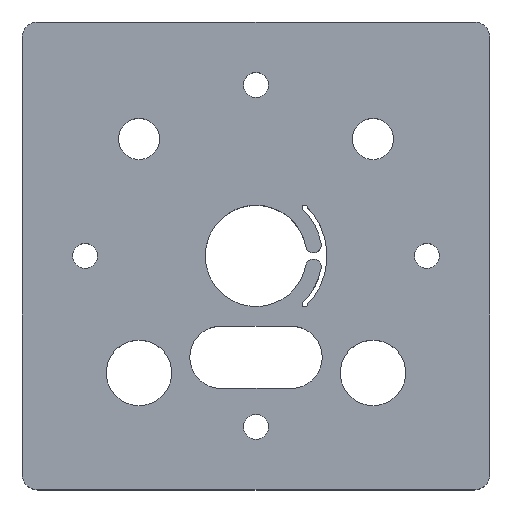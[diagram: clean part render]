
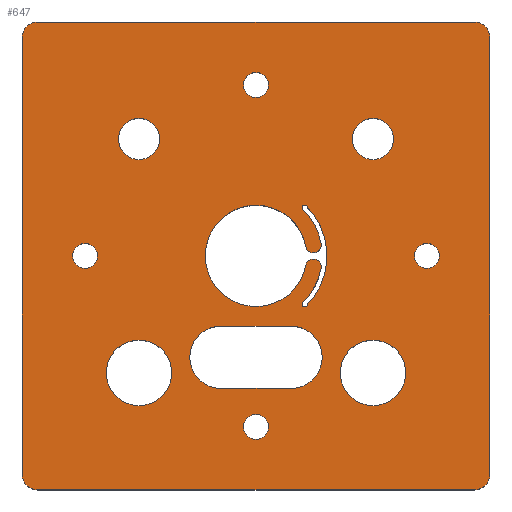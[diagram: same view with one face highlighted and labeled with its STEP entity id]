
A CAD part, top view. The second image highlights one B-rep face of the part: STEP entity #647.
In plain terms, the highlighted planar face has unit normal (0, 0, 1).
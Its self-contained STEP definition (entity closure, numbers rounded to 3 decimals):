
#15=FACE_BOUND('',#87,.T.);
#16=FACE_BOUND('',#88,.T.);
#17=FACE_BOUND('',#89,.T.);
#18=FACE_BOUND('',#90,.T.);
#19=FACE_BOUND('',#91,.T.);
#20=FACE_BOUND('',#92,.T.);
#21=FACE_BOUND('',#93,.T.);
#22=FACE_BOUND('',#94,.T.);
#23=FACE_BOUND('',#95,.T.);
#24=FACE_BOUND('',#96,.T.);
#38=PLANE('',#699);
#50=FACE_OUTER_BOUND('',#86,.T.);
#86=EDGE_LOOP('',(#439,#440,#441,#442,#443,#444,#445,#446));
#87=EDGE_LOOP('',(#447));
#88=EDGE_LOOP('',(#448));
#89=EDGE_LOOP('',(#449));
#90=EDGE_LOOP('',(#450));
#91=EDGE_LOOP('',(#451));
#92=EDGE_LOOP('',(#452));
#93=EDGE_LOOP('',(#453));
#94=EDGE_LOOP('',(#454));
#95=EDGE_LOOP('',(#455,#456,#457,#458));
#96=EDGE_LOOP('',(#459,#460,#461,#462,#463,#464,#465,#466));
#146=LINE('',#1011,#189);
#147=LINE('',#1015,#190);
#148=LINE('',#1019,#191);
#149=LINE('',#1022,#192);
#150=LINE('',#1041,#193);
#151=LINE('',#1045,#194);
#189=VECTOR('',#794,10.);
#190=VECTOR('',#797,10.);
#191=VECTOR('',#800,10.);
#192=VECTOR('',#803,10.);
#193=VECTOR('',#820,10.);
#194=VECTOR('',#823,10.);
#231=CIRCLE('',#698,2.);
#232=CIRCLE('',#700,2.);
#233=CIRCLE('',#701,2.);
#234=CIRCLE('',#702,2.);
#235=CIRCLE('',#703,1.6);
#236=CIRCLE('',#704,1.6);
#237=CIRCLE('',#705,1.6);
#238=CIRCLE('',#706,1.6);
#239=CIRCLE('',#707,4.2);
#240=CIRCLE('',#708,4.2);
#241=CIRCLE('',#709,2.65);
#242=CIRCLE('',#710,2.65);
#243=CIRCLE('',#711,4.);
#244=CIRCLE('',#712,4.);
#245=CIRCLE('',#713,9.1);
#246=CIRCLE('',#714,0.3);
#247=CIRCLE('',#715,8.5);
#248=CIRCLE('',#716,1.);
#249=CIRCLE('',#717,6.5);
#250=CIRCLE('',#718,1.);
#251=CIRCLE('',#719,8.5);
#252=CIRCLE('',#720,0.3);
#282=VERTEX_POINT('',#1004);
#283=VERTEX_POINT('',#1006);
#284=VERTEX_POINT('',#1010);
#285=VERTEX_POINT('',#1012);
#286=VERTEX_POINT('',#1014);
#287=VERTEX_POINT('',#1016);
#288=VERTEX_POINT('',#1018);
#289=VERTEX_POINT('',#1020);
#290=VERTEX_POINT('',#1023);
#291=VERTEX_POINT('',#1025);
#292=VERTEX_POINT('',#1027);
#293=VERTEX_POINT('',#1029);
#294=VERTEX_POINT('',#1031);
#295=VERTEX_POINT('',#1033);
#296=VERTEX_POINT('',#1035);
#297=VERTEX_POINT('',#1037);
#298=VERTEX_POINT('',#1039);
#299=VERTEX_POINT('',#1040);
#300=VERTEX_POINT('',#1042);
#301=VERTEX_POINT('',#1044);
#302=VERTEX_POINT('',#1047);
#303=VERTEX_POINT('',#1048);
#304=VERTEX_POINT('',#1050);
#305=VERTEX_POINT('',#1052);
#306=VERTEX_POINT('',#1054);
#307=VERTEX_POINT('',#1056);
#308=VERTEX_POINT('',#1058);
#309=VERTEX_POINT('',#1060);
#344=EDGE_CURVE('',#282,#283,#231,.T.);
#346=EDGE_CURVE('',#284,#282,#146,.T.);
#347=EDGE_CURVE('',#285,#284,#232,.T.);
#348=EDGE_CURVE('',#286,#285,#147,.T.);
#349=EDGE_CURVE('',#287,#286,#233,.T.);
#350=EDGE_CURVE('',#288,#287,#148,.T.);
#351=EDGE_CURVE('',#289,#288,#234,.T.);
#352=EDGE_CURVE('',#283,#289,#149,.T.);
#353=EDGE_CURVE('',#290,#290,#235,.T.);
#354=EDGE_CURVE('',#291,#291,#236,.T.);
#355=EDGE_CURVE('',#292,#292,#237,.T.);
#356=EDGE_CURVE('',#293,#293,#238,.T.);
#357=EDGE_CURVE('',#294,#294,#239,.T.);
#358=EDGE_CURVE('',#295,#295,#240,.T.);
#359=EDGE_CURVE('',#296,#296,#241,.T.);
#360=EDGE_CURVE('',#297,#297,#242,.T.);
#361=EDGE_CURVE('',#298,#299,#150,.T.);
#362=EDGE_CURVE('',#299,#300,#243,.T.);
#363=EDGE_CURVE('',#300,#301,#151,.T.);
#364=EDGE_CURVE('',#301,#298,#244,.T.);
#365=EDGE_CURVE('',#302,#303,#245,.T.);
#366=EDGE_CURVE('',#303,#304,#246,.T.);
#367=EDGE_CURVE('',#304,#305,#247,.T.);
#368=EDGE_CURVE('',#305,#306,#248,.T.);
#369=EDGE_CURVE('',#306,#307,#249,.T.);
#370=EDGE_CURVE('',#307,#308,#250,.T.);
#371=EDGE_CURVE('',#308,#309,#251,.T.);
#372=EDGE_CURVE('',#309,#302,#252,.T.);
#439=ORIENTED_EDGE('',*,*,#344,.F.);
#440=ORIENTED_EDGE('',*,*,#346,.F.);
#441=ORIENTED_EDGE('',*,*,#347,.F.);
#442=ORIENTED_EDGE('',*,*,#348,.F.);
#443=ORIENTED_EDGE('',*,*,#349,.F.);
#444=ORIENTED_EDGE('',*,*,#350,.F.);
#445=ORIENTED_EDGE('',*,*,#351,.F.);
#446=ORIENTED_EDGE('',*,*,#352,.F.);
#447=ORIENTED_EDGE('',*,*,#353,.T.);
#448=ORIENTED_EDGE('',*,*,#354,.T.);
#449=ORIENTED_EDGE('',*,*,#355,.T.);
#450=ORIENTED_EDGE('',*,*,#356,.T.);
#451=ORIENTED_EDGE('',*,*,#357,.T.);
#452=ORIENTED_EDGE('',*,*,#358,.T.);
#453=ORIENTED_EDGE('',*,*,#359,.T.);
#454=ORIENTED_EDGE('',*,*,#360,.T.);
#455=ORIENTED_EDGE('',*,*,#361,.T.);
#456=ORIENTED_EDGE('',*,*,#362,.T.);
#457=ORIENTED_EDGE('',*,*,#363,.T.);
#458=ORIENTED_EDGE('',*,*,#364,.T.);
#459=ORIENTED_EDGE('',*,*,#365,.T.);
#460=ORIENTED_EDGE('',*,*,#366,.T.);
#461=ORIENTED_EDGE('',*,*,#367,.T.);
#462=ORIENTED_EDGE('',*,*,#368,.T.);
#463=ORIENTED_EDGE('',*,*,#369,.T.);
#464=ORIENTED_EDGE('',*,*,#370,.T.);
#465=ORIENTED_EDGE('',*,*,#371,.T.);
#466=ORIENTED_EDGE('',*,*,#372,.T.);
#647=ADVANCED_FACE('',(#50,#15,#16,#17,#18,#19,#20,#21,#22,#23,#24),#38,
 .T.);
#698=AXIS2_PLACEMENT_3D('',#1007,#789,#790);
#699=AXIS2_PLACEMENT_3D('',#1009,#792,#793);
#700=AXIS2_PLACEMENT_3D('',#1013,#795,#796);
#701=AXIS2_PLACEMENT_3D('',#1017,#798,#799);
#702=AXIS2_PLACEMENT_3D('',#1021,#801,#802);
#703=AXIS2_PLACEMENT_3D('',#1024,#804,#805);
#704=AXIS2_PLACEMENT_3D('',#1026,#806,#807);
#705=AXIS2_PLACEMENT_3D('',#1028,#808,#809);
#706=AXIS2_PLACEMENT_3D('',#1030,#810,#811);
#707=AXIS2_PLACEMENT_3D('',#1032,#812,#813);
#708=AXIS2_PLACEMENT_3D('',#1034,#814,#815);
#709=AXIS2_PLACEMENT_3D('',#1036,#816,#817);
#710=AXIS2_PLACEMENT_3D('',#1038,#818,#819);
#711=AXIS2_PLACEMENT_3D('',#1043,#821,#822);
#712=AXIS2_PLACEMENT_3D('',#1046,#824,#825);
#713=AXIS2_PLACEMENT_3D('',#1049,#826,#827);
#714=AXIS2_PLACEMENT_3D('',#1051,#828,#829);
#715=AXIS2_PLACEMENT_3D('',#1053,#830,#831);
#716=AXIS2_PLACEMENT_3D('',#1055,#832,#833);
#717=AXIS2_PLACEMENT_3D('',#1057,#834,#835);
#718=AXIS2_PLACEMENT_3D('',#1059,#836,#837);
#719=AXIS2_PLACEMENT_3D('',#1061,#838,#839);
#720=AXIS2_PLACEMENT_3D('',#1062,#840,#841);
#789=DIRECTION('center_axis',(0.,0.,-1.));
#790=DIRECTION('ref_axis',(0.707,0.707,0.));
#792=DIRECTION('center_axis',(0.,0.,1.));
#793=DIRECTION('ref_axis',(1.,0.,0.));
#794=DIRECTION('',(1.,0.,0.));
#795=DIRECTION('center_axis',(0.,0.,-1.));
#796=DIRECTION('ref_axis',(-0.707,0.707,0.));
#797=DIRECTION('',(0.,1.,0.));
#798=DIRECTION('center_axis',(0.,0.,-1.));
#799=DIRECTION('ref_axis',(-0.707,-0.707,0.));
#800=DIRECTION('',(-1.,0.,0.));
#801=DIRECTION('center_axis',(0.,0.,-1.));
#802=DIRECTION('ref_axis',(0.707,-0.707,0.));
#803=DIRECTION('',(0.,-1.,0.));
#804=DIRECTION('center_axis',(0.,0.,-1.));
#805=DIRECTION('ref_axis',(-1.,0.,0.));
#806=DIRECTION('center_axis',(0.,0.,-1.));
#807=DIRECTION('ref_axis',(-1.,0.,0.));
#808=DIRECTION('center_axis',(0.,0.,-1.));
#809=DIRECTION('ref_axis',(-1.,0.,0.));
#810=DIRECTION('center_axis',(0.,0.,-1.));
#811=DIRECTION('ref_axis',(-1.,0.,0.));
#812=DIRECTION('center_axis',(0.,0.,-1.));
#813=DIRECTION('ref_axis',(1.,0.,0.));
#814=DIRECTION('center_axis',(0.,0.,-1.));
#815=DIRECTION('ref_axis',(1.,0.,0.));
#816=DIRECTION('center_axis',(0.,0.,-1.));
#817=DIRECTION('ref_axis',(1.,0.,0.));
#818=DIRECTION('center_axis',(0.,0.,-1.));
#819=DIRECTION('ref_axis',(1.,0.,0.));
#820=DIRECTION('',(-1.,0.,0.));
#821=DIRECTION('center_axis',(0.,0.,-1.));
#822=DIRECTION('ref_axis',(0.,1.,0.));
#823=DIRECTION('',(1.,0.,0.));
#824=DIRECTION('center_axis',(0.,0.,-1.));
#825=DIRECTION('ref_axis',(0.,-1.,0.));
#826=DIRECTION('center_axis',(0.,0.,-1.));
#827=DIRECTION('ref_axis',(1.,0.,0.));
#828=DIRECTION('center_axis',(0.,0.,-1.));
#829=DIRECTION('ref_axis',(-0.707,0.707,0.));
#830=DIRECTION('center_axis',(0.,0.,1.));
#831=DIRECTION('ref_axis',(1.,0.,0.));
#832=DIRECTION('center_axis',(0.,0.,1.));
#833=DIRECTION('ref_axis',(1.,0.,0.));
#834=DIRECTION('center_axis',(0.,0.,-1.));
#835=DIRECTION('ref_axis',(1.,0.,0.));
#836=DIRECTION('center_axis',(0.,0.,1.));
#837=DIRECTION('ref_axis',(1.,0.,0.));
#838=DIRECTION('center_axis',(0.,0.,1.));
#839=DIRECTION('ref_axis',(1.,0.,0.));
#840=DIRECTION('center_axis',(0.,0.,-1.));
#841=DIRECTION('ref_axis',(0.707,0.707,0.));
#1004=CARTESIAN_POINT('',(28.,30.,0.));
#1006=CARTESIAN_POINT('',(30.,28.,0.));
#1007=CARTESIAN_POINT('Origin',(28.,28.,0.));
#1009=CARTESIAN_POINT('Origin',(0.,0.,0.));
#1010=CARTESIAN_POINT('',(-28.,30.,0.));
#1011=CARTESIAN_POINT('',(-30.,30.,0.));
#1012=CARTESIAN_POINT('',(-30.,28.,0.));
#1013=CARTESIAN_POINT('Origin',(-28.,28.,0.));
#1014=CARTESIAN_POINT('',(-30.,-28.,0.));
#1015=CARTESIAN_POINT('',(-30.,-30.,0.));
#1016=CARTESIAN_POINT('',(-28.,-30.,0.));
#1017=CARTESIAN_POINT('Origin',(-28.,-28.,0.));
#1018=CARTESIAN_POINT('',(28.,-30.,0.));
#1019=CARTESIAN_POINT('',(30.,-30.,0.));
#1020=CARTESIAN_POINT('',(30.,-28.,0.));
#1021=CARTESIAN_POINT('Origin',(28.,-28.,0.));
#1022=CARTESIAN_POINT('',(30.,30.,0.));
#1023=CARTESIAN_POINT('',(1.6,-21.92,0.));
#1024=CARTESIAN_POINT('Origin',(0.,-21.92,
0.));
#1025=CARTESIAN_POINT('',(-20.32,0.,0.));
#1026=CARTESIAN_POINT('Origin',(-21.92,0.,
0.));
#1027=CARTESIAN_POINT('',(1.6,21.92,0.));
#1028=CARTESIAN_POINT('Origin',(0.,21.92,0.));
#1029=CARTESIAN_POINT('',(23.52,0.,0.));
#1030=CARTESIAN_POINT('Origin',(21.92,0.,0.));
#1031=CARTESIAN_POINT('',(-19.2,-15.,0.));
#1032=CARTESIAN_POINT('Origin',(-15.,-15.,0.));
#1033=CARTESIAN_POINT('',(10.8,-15.,0.));
#1034=CARTESIAN_POINT('Origin',(15.,-15.,0.));
#1035=CARTESIAN_POINT('',(-17.65,15.,0.));
#1036=CARTESIAN_POINT('Origin',(-15.,15.,0.));
#1037=CARTESIAN_POINT('',(12.35,15.,0.));
#1038=CARTESIAN_POINT('Origin',(15.,15.,0.));
#1039=CARTESIAN_POINT('',(4.5,-17.,0.));
#1040=CARTESIAN_POINT('',(-4.5,-17.,0.));
#1041=CARTESIAN_POINT('',(2.25,-17.,0.));
#1042=CARTESIAN_POINT('',(-4.5,-9.,0.));
#1043=CARTESIAN_POINT('Origin',(-4.5,-13.,0.));
#1044=CARTESIAN_POINT('',(4.5,-9.,0.));
#1045=CARTESIAN_POINT('',(-2.25,-9.,0.));
#1046=CARTESIAN_POINT('Origin',(4.5,-13.,0.));
#1047=CARTESIAN_POINT('',(6.435,6.435,0.));
#1048=CARTESIAN_POINT('',(6.435,-6.435,0.));
#1049=CARTESIAN_POINT('Origin',(0.,0.,0.));
#1050=CARTESIAN_POINT('',(6.01,-6.01,0.));
#1051=CARTESIAN_POINT('Origin',(6.223,-6.223,0.));
#1052=CARTESIAN_POINT('',(8.351,-1.587,0.));
#1053=CARTESIAN_POINT('Origin',(0.,0.,0.));
#1054=CARTESIAN_POINT('',(6.386,-1.213,0.));
#1055=CARTESIAN_POINT('Origin',(7.368,-1.4,0.));
#1056=CARTESIAN_POINT('',(6.386,1.213,0.));
#1057=CARTESIAN_POINT('Origin',(0.,0.,0.));
#1058=CARTESIAN_POINT('',(8.351,1.587,0.));
#1059=CARTESIAN_POINT('Origin',(7.368,1.4,0.));
#1060=CARTESIAN_POINT('',(6.01,6.01,0.));
#1061=CARTESIAN_POINT('Origin',(0.,0.,0.));
#1062=CARTESIAN_POINT('Origin',(6.223,6.223,0.));
